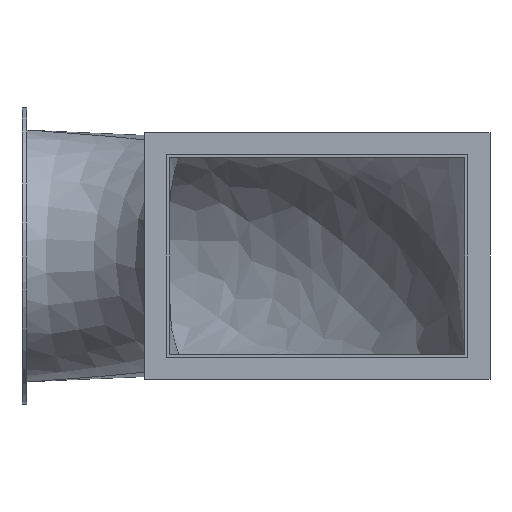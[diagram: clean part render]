
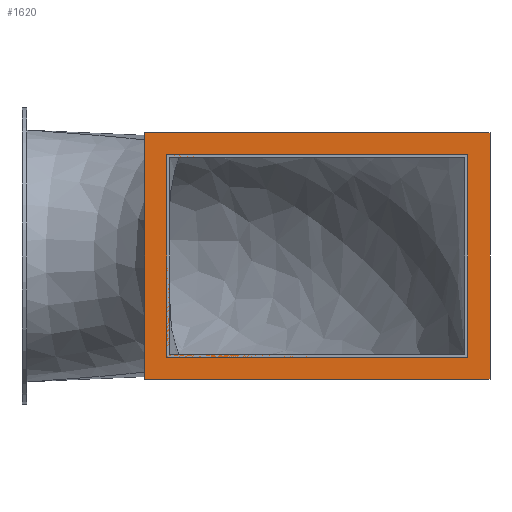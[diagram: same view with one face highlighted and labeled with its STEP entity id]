
A CAD part, front view. The second image highlights one B-rep face of the part: STEP entity #1620.
In plain terms, the highlighted planar face has unit normal (0, -1, 0).
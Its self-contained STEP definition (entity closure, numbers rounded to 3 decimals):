
#1377 = VERTEX_POINT('',#1378);
#1378 = CARTESIAN_POINT('',(124.6,0.,125.4));
#1395 = VERTEX_POINT('',#1396);
#1396 = CARTESIAN_POINT('',(475.4,0.,125.4));
#1402 = EDGE_CURVE('',#1377,#1395,#1403,.T.);
#1403 = LINE('',#1404,#1405);
#1404 = CARTESIAN_POINT('',(124.6,0.,125.4));
#1405 = VECTOR('',#1406,1.);
#1406 = DIRECTION('',(1.,0.,0.));
#1426 = VERTEX_POINT('',#1427);
#1427 = CARTESIAN_POINT('',(475.4,0.,-125.4));
#1433 = EDGE_CURVE('',#1395,#1426,#1434,.T.);
#1434 = LINE('',#1435,#1436);
#1435 = CARTESIAN_POINT('',(475.4,0.,125.4));
#1436 = VECTOR('',#1437,1.);
#1437 = DIRECTION('',(0.,0.,-1.));
#1457 = VERTEX_POINT('',#1458);
#1458 = CARTESIAN_POINT('',(124.6,0.,-125.4));
#1464 = EDGE_CURVE('',#1426,#1457,#1465,.T.);
#1465 = LINE('',#1466,#1467);
#1466 = CARTESIAN_POINT('',(475.4,0.,-125.4));
#1467 = VECTOR('',#1468,1.);
#1468 = DIRECTION('',(-1.,0.,0.));
#1486 = EDGE_CURVE('',#1457,#1377,#1487,.T.);
#1487 = LINE('',#1488,#1489);
#1488 = CARTESIAN_POINT('',(124.6,0.,-125.4));
#1489 = VECTOR('',#1490,1.);
#1490 = DIRECTION('',(0.,0.,1.));
#1501 = VERTEX_POINT('',#1502);
#1502 = CARTESIAN_POINT('',(150.,0.,100.));
#1519 = VERTEX_POINT('',#1520);
#1520 = CARTESIAN_POINT('',(450.,0.,100.));
#1526 = EDGE_CURVE('',#1501,#1519,#1527,.T.);
#1527 = LINE('',#1528,#1529);
#1528 = CARTESIAN_POINT('',(150.,0.,100.));
#1529 = VECTOR('',#1530,1.);
#1530 = DIRECTION('',(1.,0.,0.));
#1550 = VERTEX_POINT('',#1551);
#1551 = CARTESIAN_POINT('',(450.,0.,-100.));
#1557 = EDGE_CURVE('',#1519,#1550,#1558,.T.);
#1558 = LINE('',#1559,#1560);
#1559 = CARTESIAN_POINT('',(450.,0.,100.));
#1560 = VECTOR('',#1561,1.);
#1561 = DIRECTION('',(0.,0.,-1.));
#1581 = VERTEX_POINT('',#1582);
#1582 = CARTESIAN_POINT('',(150.,0.,-100.));
#1588 = EDGE_CURVE('',#1550,#1581,#1589,.T.);
#1589 = LINE('',#1590,#1591);
#1590 = CARTESIAN_POINT('',(450.,0.,-100.));
#1591 = VECTOR('',#1592,1.);
#1592 = DIRECTION('',(-1.,0.,0.));
#1610 = EDGE_CURVE('',#1581,#1501,#1611,.T.);
#1611 = LINE('',#1612,#1613);
#1612 = CARTESIAN_POINT('',(150.,0.,-100.));
#1613 = VECTOR('',#1614,1.);
#1614 = DIRECTION('',(0.,0.,1.));
#1620 = ADVANCED_FACE('',(#1621,#1627),#1633,.F.);
#1621 = FACE_BOUND('',#1622,.F.);
#1622 = EDGE_LOOP('',(#1623,#1624,#1625,#1626));
#1623 = ORIENTED_EDGE('',*,*,#1402,.T.);
#1624 = ORIENTED_EDGE('',*,*,#1433,.T.);
#1625 = ORIENTED_EDGE('',*,*,#1464,.T.);
#1626 = ORIENTED_EDGE('',*,*,#1486,.T.);
#1627 = FACE_BOUND('',#1628,.T.);
#1628 = EDGE_LOOP('',(#1629,#1630,#1631,#1632));
#1629 = ORIENTED_EDGE('',*,*,#1526,.T.);
#1630 = ORIENTED_EDGE('',*,*,#1557,.T.);
#1631 = ORIENTED_EDGE('',*,*,#1588,.T.);
#1632 = ORIENTED_EDGE('',*,*,#1610,.T.);
#1633 = PLANE('',#1634);
#1634 = AXIS2_PLACEMENT_3D('',#1635,#1636,#1637);
#1635 = CARTESIAN_POINT('',(300.,0.,0.));
#1636 = DIRECTION('',(0.,1.,0.));
#1637 = DIRECTION('',(0.,0.,1.));
